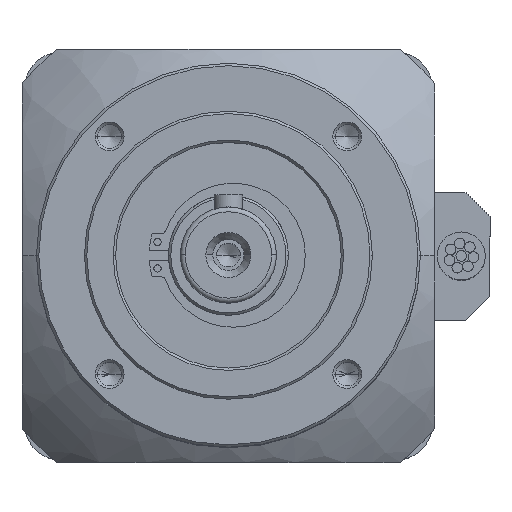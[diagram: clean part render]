
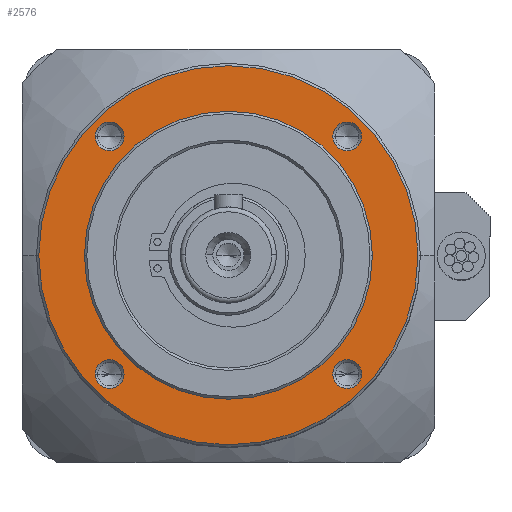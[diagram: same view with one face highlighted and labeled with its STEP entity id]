
A CAD part, top view. The second image highlights one B-rep face of the part: STEP entity #2576.
In plain terms, the highlighted planar face has unit normal (0, 0, 1).
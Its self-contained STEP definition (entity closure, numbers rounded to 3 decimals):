
#46 = EDGE_CURVE ( 'NONE', #1206, #1207, #1235, .T. ) ;
#54 = EDGE_CURVE ( 'NONE', #1215, #1214, #3535, .T. ) ;
#58 = EDGE_CURVE ( 'NONE', #1219, #1218, #5197, .T. ) ;
#62 = EDGE_CURVE ( 'NONE', #1223, #1222, #5203, .T. ) ;
#66 = EDGE_CURVE ( 'NONE', #3639, #3638, #5215, .T. ) ;
#70 = EDGE_CURVE ( 'NONE', #3643, #3642, #5221, .T. ) ;
#185 = EDGE_CURVE ( 'NONE', #3642, #3643, #5345, .T. ) ;
#186 = EDGE_CURVE ( 'NONE', #3638, #3639, #5349, .T. ) ;
#187 = EDGE_CURVE ( 'NONE', #1222, #1223, #5352, .T. ) ;
#188 = EDGE_CURVE ( 'NONE', #1218, #1219, #5356, .T. ) ;
#189 = EDGE_CURVE ( 'NONE', #1214, #1215, #5360, .T. ) ;
#191 = EDGE_CURVE ( 'NONE', #1207, #1206, #5368, .T. ) ;
#560 = CARTESIAN_POINT ( 'NONE',  ( 21.749, 24.749, 170.5 ) ) ;
#561 = CARTESIAN_POINT ( 'NONE',  ( 27.749, 24.749, 170.5 ) ) ;
#564 = CARTESIAN_POINT ( 'NONE',  ( 30., 0., 170.5 ) ) ;
#565 = CARTESIAN_POINT ( 'NONE',  ( -30., 0., 170.5 ) ) ;
#1143 = AXIS2_PLACEMENT_3D ( 'NONE', #6770, #6771, #6772 ) ;
#1206 = VERTEX_POINT ( 'NONE', #6700 ) ;
#1207 = VERTEX_POINT ( 'NONE', #6701 ) ;
#1214 = VERTEX_POINT ( 'NONE', #6708 ) ;
#1215 = VERTEX_POINT ( 'NONE', #6709 ) ;
#1218 = VERTEX_POINT ( 'NONE', #6712 ) ;
#1219 = VERTEX_POINT ( 'NONE', #6713 ) ;
#1222 = VERTEX_POINT ( 'NONE', #6716 ) ;
#1223 = VERTEX_POINT ( 'NONE', #6717 ) ;
#1235 = CIRCLE ( 'NONE', #3531, 39.5 ) ;
#2200 = FACE_BOUND ( 'NONE', #2527, .T. ) ;
#2201 = FACE_BOUND ( 'NONE', #2528, .T. ) ;
#2202 = FACE_BOUND ( 'NONE', #2529, .T. ) ;
#2203 = FACE_BOUND ( 'NONE', #2530, .T. ) ;
#2204 = FACE_BOUND ( 'NONE', #2531, .T. ) ;
#2205 = FACE_OUTER_BOUND ( 'NONE', #2532, .T. ) ;
#2527 = EDGE_LOOP ( 'NONE', ( #3778, #3779 ) ) ;
#2528 = EDGE_LOOP ( 'NONE', ( #3780, #3179 ) ) ;
#2529 = EDGE_LOOP ( 'NONE', ( #3180, #3181 ) ) ;
#2530 = EDGE_LOOP ( 'NONE', ( #3182, #3183 ) ) ;
#2531 = EDGE_LOOP ( 'NONE', ( #3184, #3185 ) ) ;
#2532 = EDGE_LOOP ( 'NONE', ( #3186, #3187 ) ) ;
#2576 = ADVANCED_FACE ( 'NONE', ( #2200, #2201, #2202, #2203, #2204, #2205 ), #6769, .T. ) ;
#3179 = ORIENTED_EDGE ( 'NONE', *, *, #188, .T. ) ;
#3180 = ORIENTED_EDGE ( 'NONE', *, *, #62, .T. ) ;
#3181 = ORIENTED_EDGE ( 'NONE', *, *, #187, .T. ) ;
#3182 = ORIENTED_EDGE ( 'NONE', *, *, #66, .T. ) ;
#3183 = ORIENTED_EDGE ( 'NONE', *, *, #186, .T. ) ;
#3184 = ORIENTED_EDGE ( 'NONE', *, *, #70, .T. ) ;
#3185 = ORIENTED_EDGE ( 'NONE', *, *, #185, .T. ) ;
#3186 = ORIENTED_EDGE ( 'NONE', *, *, #46, .F. ) ;
#3187 = ORIENTED_EDGE ( 'NONE', *, *, #191, .F. ) ;
#3531 = AXIS2_PLACEMENT_3D ( 'NONE', #6037, #6038, #6039 ) ;
#3535 = CIRCLE ( 'NONE', #5198, 3. ) ;
#3638 = VERTEX_POINT ( 'NONE', #560 ) ;
#3639 = VERTEX_POINT ( 'NONE', #561 ) ;
#3642 = VERTEX_POINT ( 'NONE', #564 ) ;
#3643 = VERTEX_POINT ( 'NONE', #565 ) ;
#3778 = ORIENTED_EDGE ( 'NONE', *, *, #54, .T. ) ;
#3779 = ORIENTED_EDGE ( 'NONE', *, *, #189, .T. ) ;
#3780 = ORIENTED_EDGE ( 'NONE', *, *, #58, .T. ) ;
#5197 = CIRCLE ( 'NONE', #5204, 3. ) ;
#5198 = AXIS2_PLACEMENT_3D ( 'NONE', #6057, #6058, #6059 ) ;
#5203 = CIRCLE ( 'NONE', #5216, 3. ) ;
#5204 = AXIS2_PLACEMENT_3D ( 'NONE', #6067, #6068, #6069 ) ;
#5215 = CIRCLE ( 'NONE', #5222, 3. ) ;
#5216 = AXIS2_PLACEMENT_3D ( 'NONE', #6077, #6078, #6079 ) ;
#5221 = CIRCLE ( 'NONE', #5711, 30. ) ;
#5222 = AXIS2_PLACEMENT_3D ( 'NONE', #6087, #6088, #6089 ) ;
#5345 = CIRCLE ( 'NONE', #5358, 30. ) ;
#5349 = CIRCLE ( 'NONE', #5362, 3. ) ;
#5352 = CIRCLE ( 'NONE', #5366, 3. ) ;
#5356 = CIRCLE ( 'NONE', #5370, 3. ) ;
#5358 = AXIS2_PLACEMENT_3D ( 'NONE', #6941, #6942, #6943 ) ;
#5360 = CIRCLE ( 'NONE', #5374, 3. ) ;
#5362 = AXIS2_PLACEMENT_3D ( 'NONE', #6944, #6945, #6946 ) ;
#5366 = AXIS2_PLACEMENT_3D ( 'NONE', #6947, #6948, #6949 ) ;
#5368 = CIRCLE ( 'NONE', #5381, 39.5 ) ;
#5370 = AXIS2_PLACEMENT_3D ( 'NONE', #6950, #6951, #6952 ) ;
#5374 = AXIS2_PLACEMENT_3D ( 'NONE', #6953, #6954, #6955 ) ;
#5381 = AXIS2_PLACEMENT_3D ( 'NONE', #6959, #6960, #6961 ) ;
#5711 = AXIS2_PLACEMENT_3D ( 'NONE', #6097, #6098, #6099 ) ;
#6037 = CARTESIAN_POINT ( 'NONE',  ( 0., 0., 170.5 ) ) ;
#6038 = DIRECTION ( 'NONE',  ( 0., 0., -1. ) ) ;
#6039 = DIRECTION ( 'NONE',  ( -1., 0., 0. ) ) ;
#6057 = CARTESIAN_POINT ( 'NONE',  ( 24.749, -24.749, 170.5 ) ) ;
#6058 = DIRECTION ( 'NONE',  ( 0., 0., -1. ) ) ;
#6059 = DIRECTION ( 'NONE',  ( 1., 0., 0. ) ) ;
#6067 = CARTESIAN_POINT ( 'NONE',  ( -24.749, -24.749, 170.5 ) ) ;
#6068 = DIRECTION ( 'NONE',  ( 0., 0., -1. ) ) ;
#6069 = DIRECTION ( 'NONE',  ( 1., 0., 0. ) ) ;
#6077 = CARTESIAN_POINT ( 'NONE',  ( -24.749, 24.749, 170.5 ) ) ;
#6078 = DIRECTION ( 'NONE',  ( 0., 0., -1. ) ) ;
#6079 = DIRECTION ( 'NONE',  ( 1., 0., 0. ) ) ;
#6087 = CARTESIAN_POINT ( 'NONE',  ( 24.749, 24.749, 170.5 ) ) ;
#6088 = DIRECTION ( 'NONE',  ( 0., 0., -1. ) ) ;
#6089 = DIRECTION ( 'NONE',  ( 1., 0., 0. ) ) ;
#6097 = CARTESIAN_POINT ( 'NONE',  ( 0., 0., 170.5 ) ) ;
#6098 = DIRECTION ( 'NONE',  ( 0., 0., -1. ) ) ;
#6099 = DIRECTION ( 'NONE',  ( -1., 0., 0. ) ) ;
#6700 = CARTESIAN_POINT ( 'NONE',  ( -39.5, 0., 170.5 ) ) ;
#6701 = CARTESIAN_POINT ( 'NONE',  ( 39.5, 0., 170.5 ) ) ;
#6708 = CARTESIAN_POINT ( 'NONE',  ( 21.749, -24.749, 170.5 ) ) ;
#6709 = CARTESIAN_POINT ( 'NONE',  ( 27.749, -24.749, 170.5 ) ) ;
#6712 = CARTESIAN_POINT ( 'NONE',  ( -27.749, -24.749, 170.5 ) ) ;
#6713 = CARTESIAN_POINT ( 'NONE',  ( -21.749, -24.749, 170.5 ) ) ;
#6716 = CARTESIAN_POINT ( 'NONE',  ( -27.749, 24.749, 170.5 ) ) ;
#6717 = CARTESIAN_POINT ( 'NONE',  ( -21.749, 24.749, 170.5 ) ) ;
#6769 = PLANE ( 'NONE',  #1143 ) ;
#6770 = CARTESIAN_POINT ( 'NONE',  ( -40.29, -39.5, 170.5 ) ) ;
#6771 = DIRECTION ( 'NONE',  ( 0., 0., 1. ) ) ;
#6772 = DIRECTION ( 'NONE',  ( 1., 0., 0. ) ) ;
#6941 = CARTESIAN_POINT ( 'NONE',  ( 0., 0., 170.5 ) ) ;
#6942 = DIRECTION ( 'NONE',  ( 0., 0., -1. ) ) ;
#6943 = DIRECTION ( 'NONE',  ( -1., 0., 0. ) ) ;
#6944 = CARTESIAN_POINT ( 'NONE',  ( 24.749, 24.749, 170.5 ) ) ;
#6945 = DIRECTION ( 'NONE',  ( 0., 0., -1. ) ) ;
#6946 = DIRECTION ( 'NONE',  ( 1., 0., 0. ) ) ;
#6947 = CARTESIAN_POINT ( 'NONE',  ( -24.749, 24.749, 170.5 ) ) ;
#6948 = DIRECTION ( 'NONE',  ( 0., 0., -1. ) ) ;
#6949 = DIRECTION ( 'NONE',  ( 1., 0., 0. ) ) ;
#6950 = CARTESIAN_POINT ( 'NONE',  ( -24.749, -24.749, 170.5 ) ) ;
#6951 = DIRECTION ( 'NONE',  ( 0., 0., -1. ) ) ;
#6952 = DIRECTION ( 'NONE',  ( 1., 0., 0. ) ) ;
#6953 = CARTESIAN_POINT ( 'NONE',  ( 24.749, -24.749, 170.5 ) ) ;
#6954 = DIRECTION ( 'NONE',  ( 0., 0., -1. ) ) ;
#6955 = DIRECTION ( 'NONE',  ( 1., 0., 0. ) ) ;
#6959 = CARTESIAN_POINT ( 'NONE',  ( 0., 0., 170.5 ) ) ;
#6960 = DIRECTION ( 'NONE',  ( 0., 0., -1. ) ) ;
#6961 = DIRECTION ( 'NONE',  ( -1., 0., 0. ) ) ;
